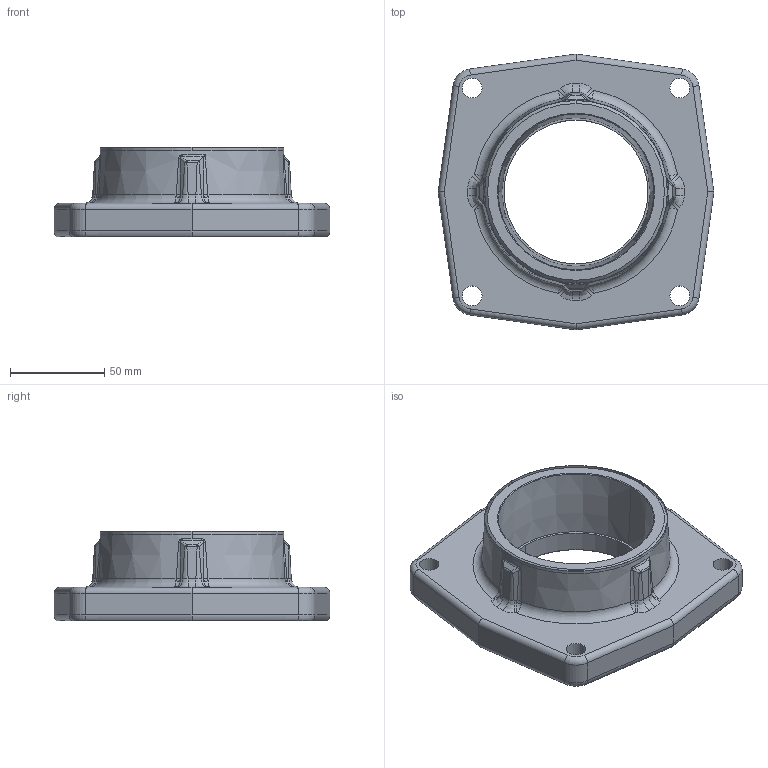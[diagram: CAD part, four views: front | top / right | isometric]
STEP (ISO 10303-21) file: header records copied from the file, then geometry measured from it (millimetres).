
FILE_DESCRIPTION((''),'2;1');
FILE_NAME('C17726','2012-01-27T',('jdetw'),(''),'PRO/ENGINEER BY PARAMETRIC TECHNOLOGY CORPORATION, 2011180','PRO/ENGINEER BY PARAMETRIC TECHNOLOGY CORPORATION, 2011180','');
FILE_SCHEMA(('CONFIG_CONTROL_DESIGN'));
Length unit declared in the file: inch
Products named in the file (1): C17726
Bounding box: 146.05 x 146.05 x 47.62 mm (x, y, z)
Volume: 318200.9 mm3; surface area: 58108.9 mm2
Topology: 1 solids, 1 shells, 178 faces, 416 edges, 243 vertices
Faces by surface type: bspline 56, cylinder 42, plane 25, cone 24, torus 16, sphere 15
Entity records: 7765 total; most frequent: CARTESIAN_POINT 4096, ORIENTED_EDGE 832, DIRECTION 638, EDGE_CURVE 416, AXIS2_PLACEMENT_3D 266, VERTEX_POINT 243, EDGE_LOOP 191, FACE_OUTER_BOUND 178
